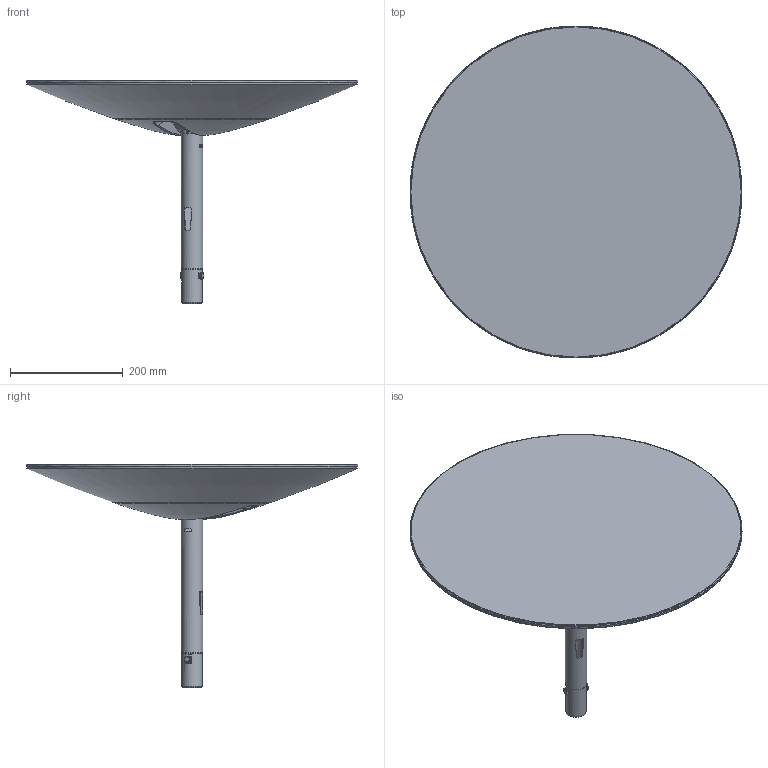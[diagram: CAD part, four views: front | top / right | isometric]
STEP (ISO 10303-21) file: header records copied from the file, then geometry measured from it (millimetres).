
FILE_DESCRIPTION(/* description */ (''),/* implementation_level */ '2;1');
FILE_NAME(/* name */ 'Starlink_G1_G2_UT.stp',/* time_stamp */ '2022-08-18T13:11:40-07:00',/* author */ (''),/* organization */ (''),/* preprocessor_version */ 'ST-DEVELOPER v18.102',/* originating_system */ 'SIEMENS PLM Software NX 2023',/* authorisation */ '');
FILE_SCHEMA (('AUTOMOTIVE_DESIGN { 1 0 10303 214 3 1 1 1 }'));
Length unit declared in the file: millimetre
Products named in the file (1): 01_objects
Bounding box: 588.95 x 588.91 x 396.04 mm (x, y, z)
Volume: 2298722.3 mm3; surface area: 1298169.9 mm2
Topology: 8 solids, 8 shells, 783 faces, 2290 edges, 1520 vertices
Faces by surface type: bspline 300, plane 209, cylinder 110, cone 81, torus 78, revolution 5
Full cylindrical faces by diameter (mm): 12.85 x2, 31.75 x1, 32.745 x1, 36.01 x1, 38.1 x1, 41.6 x1
Entity records: 40929 total; most frequent: CARTESIAN_POINT 23174, ORIENTED_EDGE 4414, DIRECTION 2606, EDGE_CURVE 2207, VERTEX_POINT 1493, B_SPLINE_CURVE_WITH_KNOTS 1160, AXIS2_PLACEMENT_3D 1072, EDGE_LOOP 868
